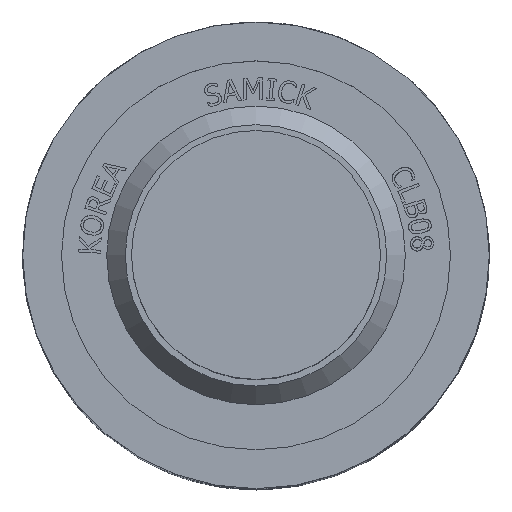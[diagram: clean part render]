
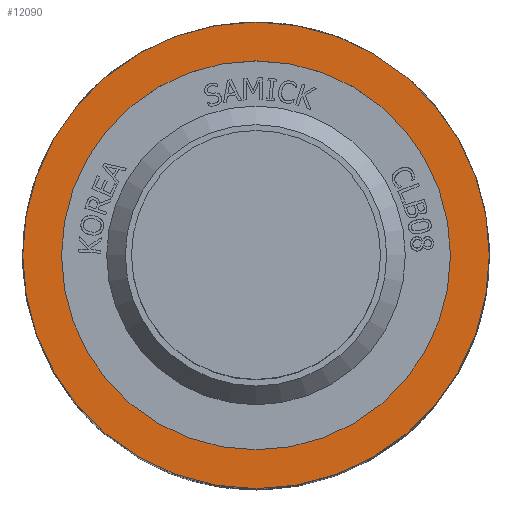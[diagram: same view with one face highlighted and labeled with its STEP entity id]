
A CAD part, top view. The second image highlights one B-rep face of the part: STEP entity #12090.
In plain terms, the highlighted planar face has unit normal (0, 0, 1).
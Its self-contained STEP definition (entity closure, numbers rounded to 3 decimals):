
#81=CIRCLE('',#12422,6.25);
#147=CIRCLE('',#12603,7.5);
#232=FACE_BOUND('',#2009,.T.);
#616=PLANE('',#12604);
#1271=FACE_OUTER_BOUND('',#2008,.T.);
#2008=EDGE_LOOP('',(#11196));
#2009=EDGE_LOOP('',(#11197));
#5801=VERTEX_POINT('',#20717);
#5995=VERTEX_POINT('',#21636);
#7441=EDGE_CURVE('',#5801,#5801,#81,.T.);
#7731=EDGE_CURVE('',#5995,#5995,#147,.T.);
#11196=ORIENTED_EDGE('',*,*,#7731,.T.);
#11197=ORIENTED_EDGE('',*,*,#7441,.T.);
#12090=ADVANCED_FACE('',(#1271,#232),#616,.T.);
#12422=AXIS2_PLACEMENT_3D('',#20718,#14231,#14232);
#12603=AXIS2_PLACEMENT_3D('',#21637,#14785,#14786);
#12604=AXIS2_PLACEMENT_3D('',#21638,#14787,#14788);
#14231=DIRECTION('center_axis',(0.,0.,-1.));
#14232=DIRECTION('ref_axis',(-1.,0.,0.));
#14785=DIRECTION('center_axis',(0.,0.,1.));
#14786=DIRECTION('ref_axis',(-1.,0.,0.));
#14787=DIRECTION('center_axis',(0.,0.,1.));
#14788=DIRECTION('ref_axis',(1.,0.,0.));
#20717=CARTESIAN_POINT('',(6.25,0.,12.));
#20718=CARTESIAN_POINT('Origin',(0.,0.,12.));
#21636=CARTESIAN_POINT('',(7.5,0.,12.));
#21637=CARTESIAN_POINT('Origin',(0.,0.,12.));
#21638=CARTESIAN_POINT('Origin',(0.,0.,
12.));
